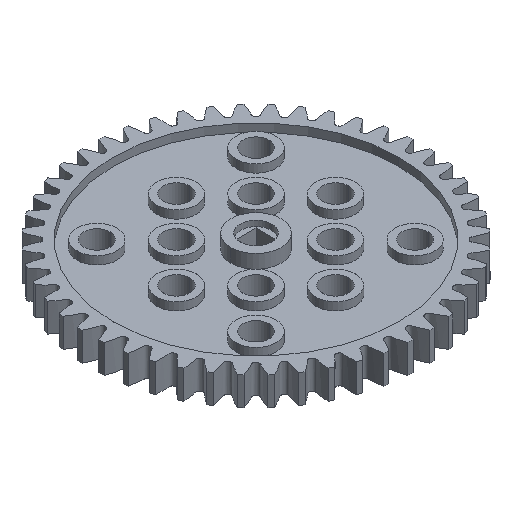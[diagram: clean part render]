
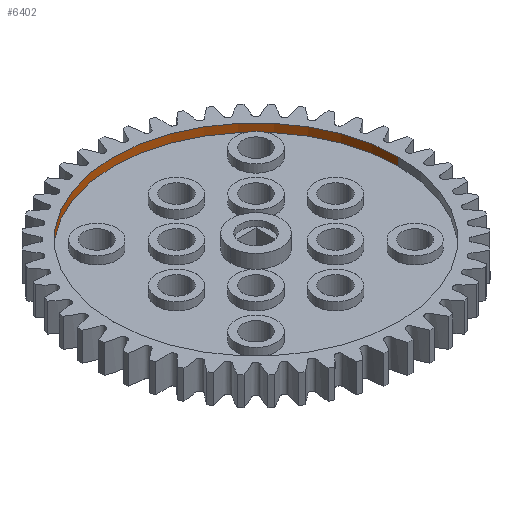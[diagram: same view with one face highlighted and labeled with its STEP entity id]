
A CAD part, isometric view. The second image highlights one B-rep face of the part: STEP entity #6402.
In plain terms, the highlighted cylindrical face has radius 22.8 mm (diameter 45.6 mm), a partial arc.
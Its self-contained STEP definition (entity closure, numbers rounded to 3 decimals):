
#309 = CARTESIAN_POINT ( 'NONE',  ( 0., 0., 2.286 ) ) ;
#335 = CARTESIAN_POINT ( 'NONE',  ( 0., 0., 55. ) ) ;
#820 = EDGE_CURVE ( 'NONE', #10021, #5396, #3712, .T. ) ;
#1368 = CARTESIAN_POINT ( 'NONE',  ( 0., 0., 1. ) ) ;
#1429 = DIRECTION ( 'NONE',  ( 0., 0., 1. ) ) ;
#1491 = DIRECTION ( 'NONE',  ( 1., 0., 0. ) ) ;
#1738 = CARTESIAN_POINT ( 'NONE',  ( 22.8, 0., 2.286 ) ) ;
#1749 = DIRECTION ( 'NONE',  ( 1., 0., 0. ) ) ;
#1774 = DIRECTION ( 'NONE',  ( 1., 0., 0. ) ) ;
#2381 = DIRECTION ( 'NONE',  ( 0., 0., 1. ) ) ;
#3625 = CARTESIAN_POINT ( 'NONE',  ( -22.8, 0., 1. ) ) ;
#3712 = CIRCLE ( 'NONE', #16209, 22.8 ) ;
#4202 = VECTOR ( 'NONE', #2381, 1000. ) ;
#5396 = VERTEX_POINT ( 'NONE', #3625 ) ;
#5451 = EDGE_CURVE ( 'NONE', #10021, #16857, #9658, .T. ) ;
#6402 = ADVANCED_FACE ( 'NONE', ( #6715 ), #14957, .F. ) ;
#6715 = FACE_OUTER_BOUND ( 'NONE', #16769, .T. ) ;
#7098 = CARTESIAN_POINT ( 'NONE',  ( -22.8, 0., 2.286 ) ) ;
#7528 = CARTESIAN_POINT ( 'NONE',  ( -22.8, 0., 55. ) ) ;
#7922 = EDGE_CURVE ( 'NONE', #5396, #18034, #18029, .T. ) ;
#8216 = ORIENTED_EDGE ( 'NONE', *, *, #11866, .T. ) ;
#8826 = ORIENTED_EDGE ( 'NONE', *, *, #5451, .T. ) ;
#9252 = ORIENTED_EDGE ( 'NONE', *, *, #820, .F. ) ;
#9273 = AXIS2_PLACEMENT_3D ( 'NONE', #309, #10464, #1749 ) ;
#9658 = LINE ( 'NONE', #15715, #4202 ) ;
#10021 = VERTEX_POINT ( 'NONE', #11745 ) ;
#10464 = DIRECTION ( 'NONE',  ( 0., 0., 1. ) ) ;
#11005 = ORIENTED_EDGE ( 'NONE', *, *, #7922, .F. ) ;
#11745 = CARTESIAN_POINT ( 'NONE',  ( 22.8, 0., 1. ) ) ;
#11866 = EDGE_CURVE ( 'NONE', #16857, #18034, #14069, .T. ) ;
#12070 = DIRECTION ( 'NONE',  ( 0., 0., 1. ) ) ;
#12205 = AXIS2_PLACEMENT_3D ( 'NONE', #335, #12070, #1774 ) ;
#14069 = CIRCLE ( 'NONE', #9273, 22.8 ) ;
#14957 = CYLINDRICAL_SURFACE ( 'NONE', #12205, 22.8 ) ;
#15715 = CARTESIAN_POINT ( 'NONE',  ( 22.8, 0., 55. ) ) ;
#16209 = AXIS2_PLACEMENT_3D ( 'NONE', #1368, #1429, #1491 ) ;
#16769 = EDGE_LOOP ( 'NONE', ( #11005, #9252, #8826, #8216 ) ) ;
#16857 = VERTEX_POINT ( 'NONE', #1738 ) ;
#17404 = DIRECTION ( 'NONE',  ( 0., 0., 1. ) ) ;
#18029 = LINE ( 'NONE', #7528, #18041 ) ;
#18034 = VERTEX_POINT ( 'NONE', #7098 ) ;
#18041 = VECTOR ( 'NONE', #17404, 1000. ) ;
